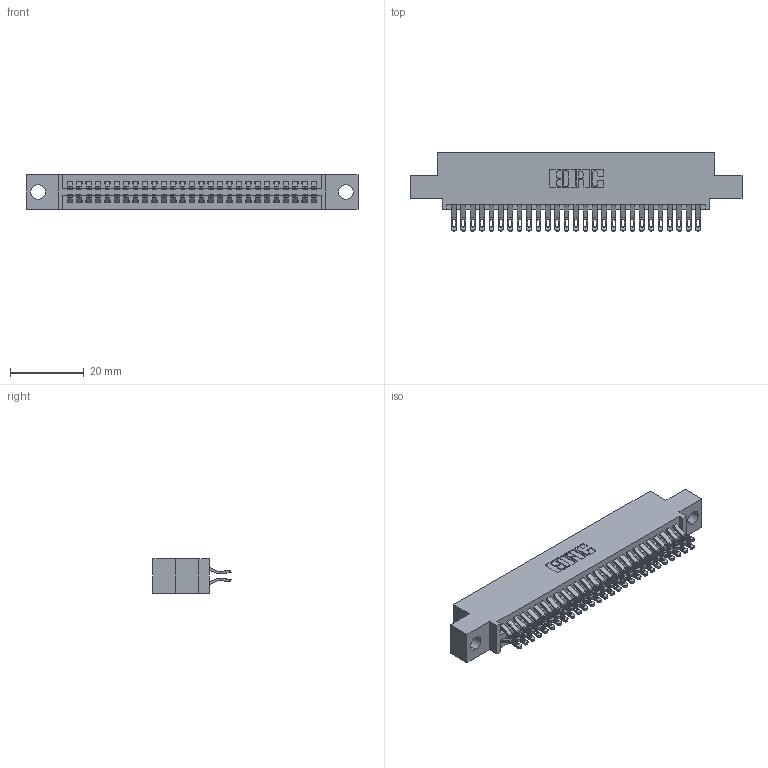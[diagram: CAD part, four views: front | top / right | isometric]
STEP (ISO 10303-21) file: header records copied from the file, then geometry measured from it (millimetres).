
FILE_DESCRIPTION (( 'STEP AP203' ), '1' );
FILE_NAME ('395-054-555-504.STEP', '2021-06-17T00:50:37', ( '' ), ( '' ), 'SwSTEP 2.0', 'SolidWorks 2020', '' );
FILE_SCHEMA (( 'CONFIG_CONTROL_DESIGN' ));
Length unit declared in the file: inch
Products named in the file (3): 395-054-555-504; 345-292-001_555 Tail; 345 Part_0.110 Offset - 0.156 Dia-TI
Assembly tree (55 placements, depth 2):
  395-054-555-504
    345 Part_0.110 Offset - 0.156 Dia-TI
    345-292-001_555 Tail  x54
Bounding box: 89.79 x 21.13 x 9.4 mm (x, y, z)
Volume: 8560.3 mm3; surface area: 12852.2 mm2
Topology: 55 solids, 55 shells, 3168 faces, 9947 edges, 6630 vertices
Faces by surface type: plane 1772, cylinder 1396
Entity records: 24081 total; most frequent: CARTESIAN_POINT 4092, ORIENTED_EDGE 3994, DIRECTION 3593, EDGE_CURVE 1997, VECTOR 1737, LINE 1737, VERTEX_POINT 1330, AXIS2_PLACEMENT_3D 928
